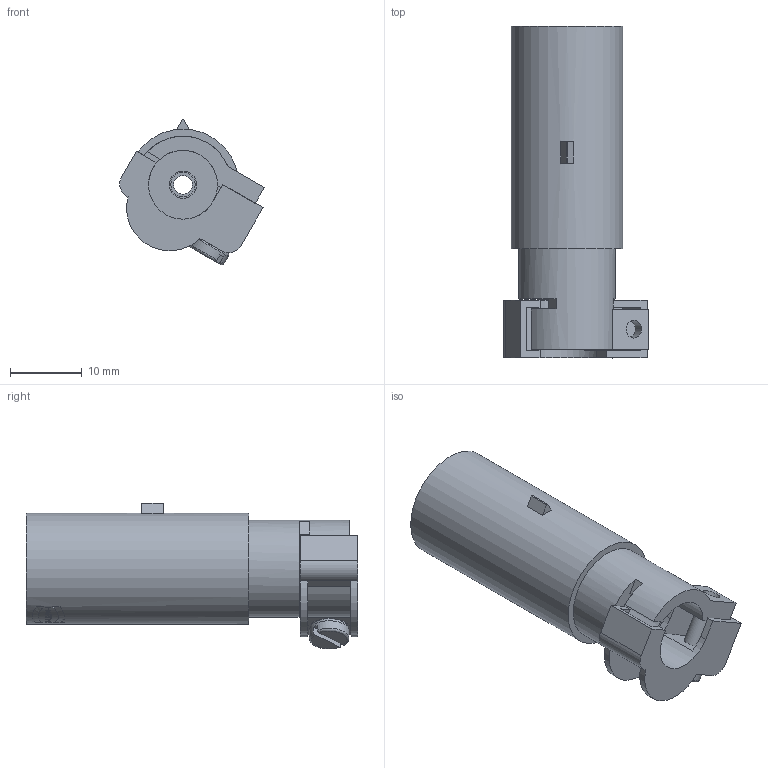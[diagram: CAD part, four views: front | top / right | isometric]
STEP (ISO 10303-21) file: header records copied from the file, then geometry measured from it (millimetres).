
FILE_DESCRIPTION(/* description */ (''),/* implementation_level */ '2;1');
FILE_NAME(/* name */ '100095294ugm000_b.stp',/* time_stamp */ '2017-11-17T13:05:46+01:00',/* author */ (''),/* organization */ (''),/* preprocessor_version */ 'ST-DEVELOPER v16',/* originating_system */ 'SIEMENS PLM Software NX 10.0',/* authorisation */ '');
FILE_SCHEMA (('AUTOMOTIVE_DESIGN { 1 0 10303 214 3 1 1 1 }'));
Length unit declared in the file: millimetre
Products named in the file (1): 100095294ugm000_b
Bounding box: 20.11 x 46.2 x 20.32 mm (x, y, z)
Volume: 5148.1 mm3; surface area: 4446.4 mm2
Topology: 1 solids, 1 shells, 188 faces, 483 edges, 323 vertices
Faces by surface type: plane 131, cylinder 52, bspline 4, cone 1
Full cylindrical faces by diameter (mm): 0.428 x1, 0.472 x1, 2.482 x1, 2.5 x1, 2.6 x1, 3 x1, 3.4 x1, 3.8 x1, 4.782 x1, 5.5 x1, 9.6 x1, 11.6 x1, 13.5 x1, 13.8 x1, 15.5 x1
Entity records: 6694 total; most frequent: CARTESIAN_POINT 1332, DIRECTION 961, ORIENTED_EDGE 924, EDGE_CURVE 462, AXIS2_PLACEMENT_3D 350, VERTEX_POINT 321, LINE 261, VECTOR 261
